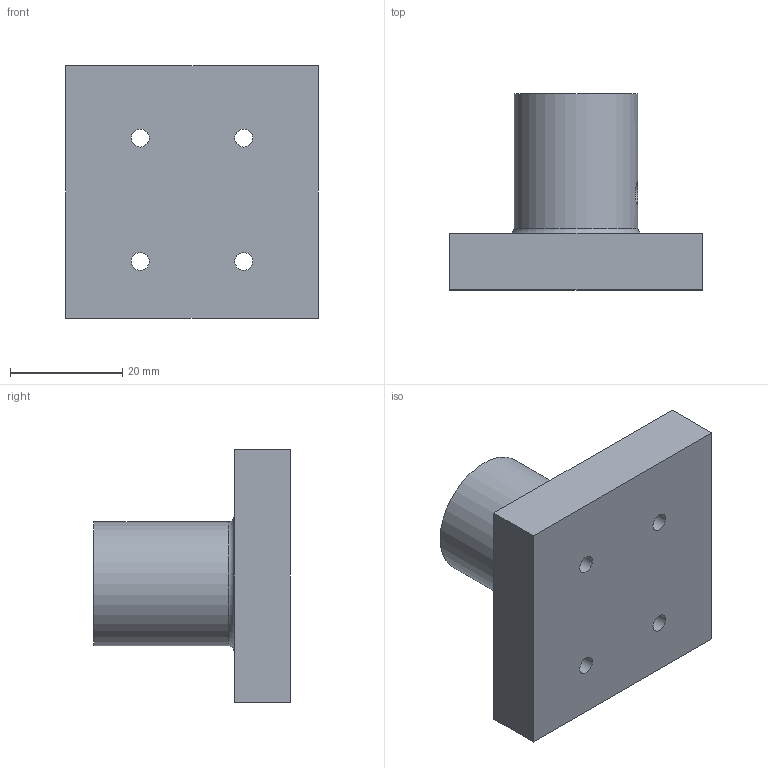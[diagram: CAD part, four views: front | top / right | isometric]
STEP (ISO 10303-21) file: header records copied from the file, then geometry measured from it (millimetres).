
FILE_DESCRIPTION(('STEP AP203'), '1');
FILE_NAME('??????', '', ('UNSPECIFIED'), ('UNSPECIFIED'), 'C3D Converter', 'C3D Toolkit', '');
FILE_SCHEMA(('CONFIG_CONTROL_DESIGN'));
Length unit declared in the file: millimetre
Bounding box: 45 x 35 x 45 mm (x, y, z)
Volume: 23075.5 mm3; surface area: 9315.9 mm2
Topology: 1 solids, 1 shells, 16 faces, 41 edges, 27 vertices
Faces by surface type: plane 8, cylinder 7, torus 1
Full cylindrical faces by diameter (mm): 3.2 x4, 4 x1, 18.1 x1, 22.1 x1
Entity records: 725 total; most frequent: CARTESIAN_POINT 312, DIRECTION 72, ORIENTED_EDGE 62, EDGE_LOOP 36, EDGE_CURVE 31, AXIS2_PLACEMENT_3D 30, VERTEX_POINT 27, FACE_BOUND 22
